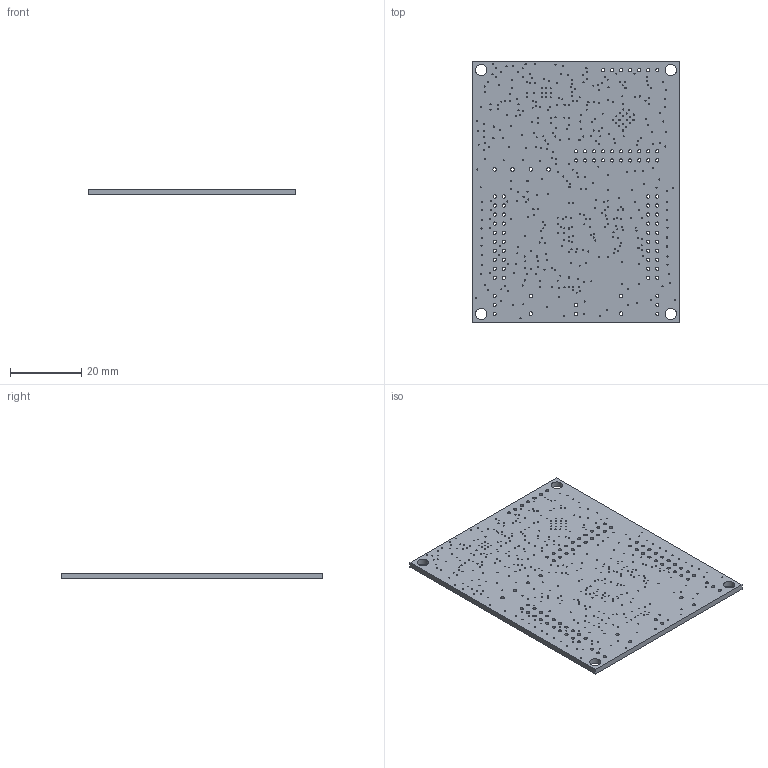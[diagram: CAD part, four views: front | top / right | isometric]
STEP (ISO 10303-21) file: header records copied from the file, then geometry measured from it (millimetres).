
FILE_DESCRIPTION(/* description */ (''),/* implementation_level */ '2;1');
FILE_NAME(/* name */ 'ELEC_EvalKit_MSP-EXP430F5529LP.iam.stp',/* time_stamp */ '2016-01-07T16:50:03-08:00',/* author */ ('PhillipD'),/* organization */ (''),/* preprocessor_version */ 'ST-DEVELOPER v16.1',/* originating_system */ 'Autodesk Inventor 2016',/* authorisation */ '');
FILE_SCHEMA (('AUTOMOTIVE_DESIGN { 1 0 10303 214 3 1 1 }'));
Length unit declared in the file: inch
Products named in the file (2): MSP-EXP430F5529LP.brd_Outline; ELEC_EvalKit_MSP-EXP430F5529LP
Assembly tree (1 placements, depth 2):
  ELEC_EvalKit_MSP-EXP430F5529LP
    MSP-EXP430F5529LP.brd_Outline
Bounding box: 58.42 x 73.66 x 1.6 mm (x, y, z)
Volume: 6694.1 mm3; surface area: 9918.5 mm2
Topology: 1 solids, 1 shells, 537 faces, 1605 edges, 1070 vertices
Faces by surface type: cylinder 531, plane 6
Full cylindrical faces by diameter (mm): 0.305 x444, 0.91 x75, 1.02 x8, 3.175 x4
Entity records: 18256 total; most frequent: DIRECTION 3216, CARTESIAN_POINT 2684, ORIENTED_EDGE 2148, EDGE_LOOP 2130, AXIS2_PLACEMENT_3D 1602, FACE_BOUND 1593, EDGE_CURVE 1074, VERTEX_POINT 1070
